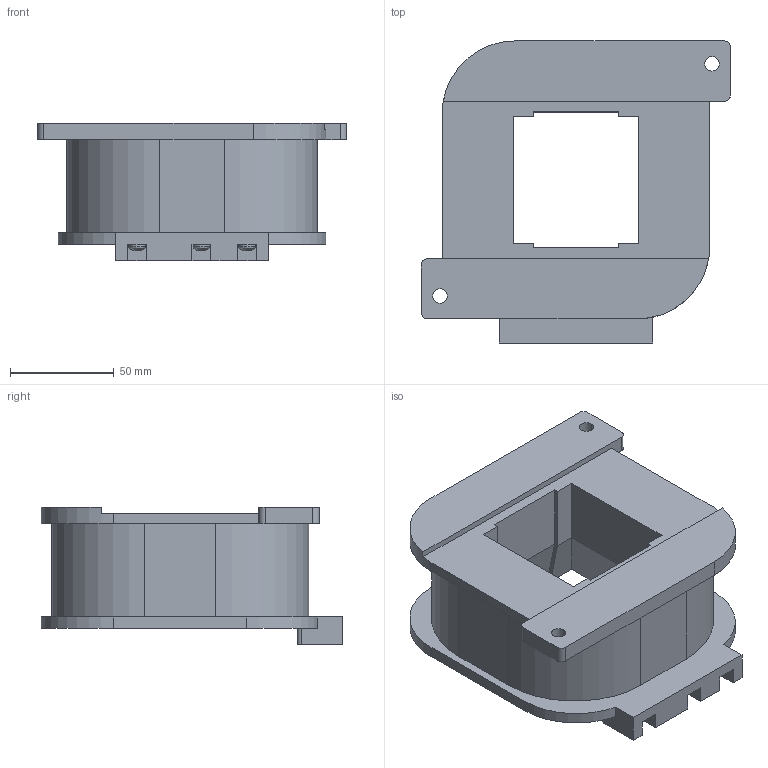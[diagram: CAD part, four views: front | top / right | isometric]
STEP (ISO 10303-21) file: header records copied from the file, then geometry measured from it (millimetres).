
FILE_DESCRIPTION (( 'STEP AP203' ), '1' );
FILE_NAME ('弅-6053-220.STEP', '2016-11-02T15:00:37', ( '' ), ( '' ), 'SwSTEP 2.0', 'SolidWorks 2016', '' );
FILE_SCHEMA (( 'CONFIG_CONTROL_DESIGN' ));
Length unit declared in the file: millimetre
Products named in the file (1): 弅-6053-220
Bounding box: 149 x 145.53 x 66.5 mm (x, y, z)
Volume: 580273 mm3; surface area: 76517.5 mm2
Topology: 4 solids, 4 shells, 132 faces, 356 edges, 234 vertices
Faces by surface type: plane 100, cylinder 26, bspline 6
Entity records: 4309 total; most frequent: CARTESIAN_POINT 981, ORIENTED_EDGE 712, DIRECTION 616, EDGE_CURVE 356, LINE 254, VECTOR 254, VERTEX_POINT 234, AXIS2_PLACEMENT_3D 181
